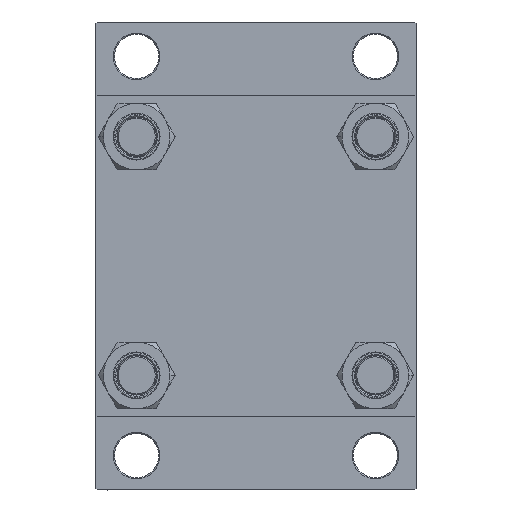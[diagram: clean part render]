
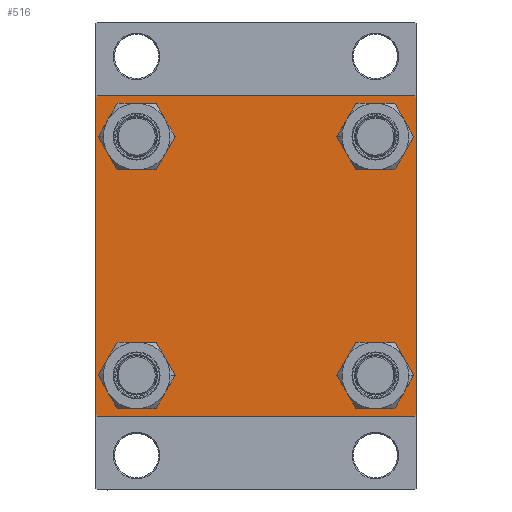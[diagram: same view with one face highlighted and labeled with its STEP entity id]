
A CAD part, left-side view. The second image highlights one B-rep face of the part: STEP entity #516.
In plain terms, the highlighted planar face has unit normal (-1, 0, 0).
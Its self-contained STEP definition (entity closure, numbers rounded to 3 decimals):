
#97 = CIRCLE ( 'NONE', #26338, 8.5 ) ;
#516 = ADVANCED_FACE ( 'NONE', ( #21823, #3469, #32694, #44025, #32452 ), #39939, .T. ) ;
#595 = AXIS2_PLACEMENT_3D ( 'NONE', #36458, #21474, #39838 ) ;
#834 = CARTESIAN_POINT ( 'NONE',  ( 0., 65., 65. ) ) ;
#1608 = VECTOR ( 'NONE', #23559, 1000. ) ;
#1731 = VECTOR ( 'NONE', #27909, 1000. ) ;
#1837 = EDGE_CURVE ( 'NONE', #34546, #44266, #15944, .T. ) ;
#2088 = CIRCLE ( 'NONE', #40631, 8.5 ) ;
#2526 = CIRCLE ( 'NONE', #35714, 8.5 ) ;
#2626 = ORIENTED_EDGE ( 'NONE', *, *, #29102, .T. ) ;
#2700 = EDGE_CURVE ( 'NONE', #3671, #37372, #2088, .T. ) ;
#2977 = CARTESIAN_POINT ( 'NONE',  ( 0., -48.45, 48.45 ) ) ;
#3288 = CARTESIAN_POINT ( 'NONE',  ( 0., -48.45, 39.95 ) ) ;
#3469 = FACE_BOUND ( 'NONE', #45633, .T. ) ;
#3671 = VERTEX_POINT ( 'NONE', #17664 ) ;
#3842 = DIRECTION ( 'NONE',  ( 0., 0., -1. ) ) ;
#3926 = DIRECTION ( 'NONE',  ( 0., 0., 1. ) ) ;
#4219 = LINE ( 'NONE', #834, #42789 ) ;
#4692 = EDGE_CURVE ( 'NONE', #9121, #37654, #45320, .T. ) ;
#4775 = ORIENTED_EDGE ( 'NONE', *, *, #4692, .T. ) ;
#4968 = LINE ( 'NONE', #34899, #1608 ) ;
#5498 = ORIENTED_EDGE ( 'NONE', *, *, #40022, .T. ) ;
#5536 = CARTESIAN_POINT ( 'NONE',  ( 0., 48.45, 48.45 ) ) ;
#6157 = ORIENTED_EDGE ( 'NONE', *, *, #23533, .T. ) ;
#6427 = ORIENTED_EDGE ( 'NONE', *, *, #30216, .T. ) ;
#6447 = LINE ( 'NONE', #40475, #19166 ) ;
#7390 = DIRECTION ( 'NONE',  ( 0., 0.707, -0.707 ) ) ;
#7745 = VERTEX_POINT ( 'NONE', #25059 ) ;
#8538 = VECTOR ( 'NONE', #17711, 1000. ) ;
#8672 = VERTEX_POINT ( 'NONE', #24416 ) ;
#8755 = DIRECTION ( 'NONE',  ( 0., 0., 1. ) ) ;
#9053 = EDGE_CURVE ( 'NONE', #8672, #39842, #6447, .T. ) ;
#9121 = VERTEX_POINT ( 'NONE', #3288 ) ;
#9663 = VERTEX_POINT ( 'NONE', #26415 ) ;
#10351 = DIRECTION ( 'NONE',  ( 0., 0., 1. ) ) ;
#10793 = CARTESIAN_POINT ( 'NONE',  ( 0., -48.45, -56.95 ) ) ;
#11502 = CARTESIAN_POINT ( 'NONE',  ( 0., 48.45, 56.95 ) ) ;
#11683 = CARTESIAN_POINT ( 'NONE',  ( 0., -48.45, -39.95 ) ) ;
#12197 = DIRECTION ( 'NONE',  ( 0., 0., -1. ) ) ;
#12317 = DIRECTION ( 'NONE',  ( 1., 0., 0. ) ) ;
#13762 = CARTESIAN_POINT ( 'NONE',  ( 0., 65., -64.5 ) ) ;
#13962 = VERTEX_POINT ( 'NONE', #22163 ) ;
#14867 = EDGE_CURVE ( 'NONE', #37372, #3671, #36278, .T. ) ;
#15021 = ORIENTED_EDGE ( 'NONE', *, *, #39712, .T. ) ;
#15047 = CARTESIAN_POINT ( 'NONE',  ( 0., -64.75, 64.75 ) ) ;
#15944 = CIRCLE ( 'NONE', #35991, 8.5 ) ;
#16003 = DIRECTION ( 'NONE',  ( 0., -1., 0. ) ) ;
#17133 = CARTESIAN_POINT ( 'NONE',  ( 0., 48.45, 48.45 ) ) ;
#17255 = DIRECTION ( 'NONE',  ( -1., 0., 0. ) ) ;
#17275 = LINE ( 'NONE', #19950, #1731 ) ;
#17664 = CARTESIAN_POINT ( 'NONE',  ( 0., 48.45, 39.95 ) ) ;
#17711 = DIRECTION ( 'NONE',  ( 0., 0.707, 0.707 ) ) ;
#17852 = ORIENTED_EDGE ( 'NONE', *, *, #20534, .F. ) ;
#18425 = DIRECTION ( 'NONE',  ( 1., 0., 0. ) ) ;
#19166 = VECTOR ( 'NONE', #7390, 1000. ) ;
#19870 = ORIENTED_EDGE ( 'NONE', *, *, #35673, .T. ) ;
#19950 = CARTESIAN_POINT ( 'NONE',  ( 0., 65., -65. ) ) ;
#20281 = DIRECTION ( 'NONE',  ( 1., 0., 0. ) ) ;
#20499 = CARTESIAN_POINT ( 'NONE',  ( 0., 48.45, -48.45 ) ) ;
#20534 = EDGE_CURVE ( 'NONE', #26103, #13962, #22197, .T. ) ;
#21346 = DIRECTION ( 'NONE',  ( 0., 0., 1. ) ) ;
#21468 = ORIENTED_EDGE ( 'NONE', *, *, #46496, .T. ) ;
#21474 = DIRECTION ( 'NONE',  ( 1., 0., 0. ) ) ;
#21823 = FACE_BOUND ( 'NONE', #34530, .T. ) ;
#21838 = CIRCLE ( 'NONE', #34958, 8.5 ) ;
#22148 = CARTESIAN_POINT ( 'NONE',  ( 0., -64.5, -65. ) ) ;
#22163 = CARTESIAN_POINT ( 'NONE',  ( 0., -65., -64.5 ) ) ;
#22197 = LINE ( 'NONE', #36944, #32588 ) ;
#22352 = EDGE_CURVE ( 'NONE', #8672, #7745, #27104, .T. ) ;
#23179 = CIRCLE ( 'NONE', #43211, 8.5 ) ;
#23533 = EDGE_CURVE ( 'NONE', #9663, #45281, #17275, .T. ) ;
#23559 = DIRECTION ( 'NONE',  ( 0., -0.707, -0.707 ) ) ;
#23712 = CARTESIAN_POINT ( 'NONE',  ( 0., 65., 65. ) ) ;
#23941 = AXIS2_PLACEMENT_3D ( 'NONE', #5536, #12317, #31374 ) ;
#24337 = DIRECTION ( 'NONE',  ( 0., -0.707, 0.707 ) ) ;
#24416 = CARTESIAN_POINT ( 'NONE',  ( 0., 64.5, 65. ) ) ;
#25059 = CARTESIAN_POINT ( 'NONE',  ( 0., -64.5, 65. ) ) ;
#25264 = EDGE_LOOP ( 'NONE', ( #5498, #15021 ) ) ;
#25832 = CARTESIAN_POINT ( 'NONE',  ( 0., 65., 64.5 ) ) ;
#26103 = VERTEX_POINT ( 'NONE', #36746 ) ;
#26287 = CARTESIAN_POINT ( 'NONE',  ( 0., 48.45, -56.95 ) ) ;
#26338 = AXIS2_PLACEMENT_3D ( 'NONE', #41817, #30715, #38193 ) ;
#26415 = CARTESIAN_POINT ( 'NONE',  ( 0., 64.5, -65. ) ) ;
#26867 = CARTESIAN_POINT ( 'NONE',  ( 0., 48.45, -48.45 ) ) ;
#27104 = LINE ( 'NONE', #23712, #46542 ) ;
#27909 = DIRECTION ( 'NONE',  ( 0., -1., 0. ) ) ;
#28447 = DIRECTION ( 'NONE',  ( 0., 0., 1. ) ) ;
#29102 = EDGE_CURVE ( 'NONE', #39842, #43914, #4219, .T. ) ;
#30203 = EDGE_LOOP ( 'NONE', ( #47210, #33068 ) ) ;
#30216 = EDGE_CURVE ( 'NONE', #37654, #9121, #23179, .T. ) ;
#30243 = EDGE_CURVE ( 'NONE', #26103, #7745, #39929, .T. ) ;
#30582 = VERTEX_POINT ( 'NONE', #26287 ) ;
#30715 = DIRECTION ( 'NONE',  ( 1., 0., 0. ) ) ;
#31047 = EDGE_CURVE ( 'NONE', #43914, #9663, #4968, .T. ) ;
#31374 = DIRECTION ( 'NONE',  ( 0., 0., 1. ) ) ;
#32053 = CARTESIAN_POINT ( 'NONE',  ( 0., -64.75, -64.75 ) ) ;
#32452 = FACE_OUTER_BOUND ( 'NONE', #44683, .T. ) ;
#32588 = VECTOR ( 'NONE', #3842, 1000. ) ;
#32694 = FACE_BOUND ( 'NONE', #25264, .T. ) ;
#33068 = ORIENTED_EDGE ( 'NONE', *, *, #2700, .T. ) ;
#33555 = ORIENTED_EDGE ( 'NONE', *, *, #30243, .T. ) ;
#34530 = EDGE_LOOP ( 'NONE', ( #6427, #4775 ) ) ;
#34546 = VERTEX_POINT ( 'NONE', #11683 ) ;
#34813 = DIRECTION ( 'NONE',  ( 1., 0., 0. ) ) ;
#34899 = CARTESIAN_POINT ( 'NONE',  ( 0., 64.75, -64.75 ) ) ;
#34958 = AXIS2_PLACEMENT_3D ( 'NONE', #20499, #42475, #28447 ) ;
#35277 = CARTESIAN_POINT ( 'NONE',  ( 0., -48.45, 56.95 ) ) ;
#35618 = CARTESIAN_POINT ( 'NONE',  ( 0., 0., 0. ) ) ;
#35673 = EDGE_CURVE ( 'NONE', #44266, #34546, #97, .T. ) ;
#35714 = AXIS2_PLACEMENT_3D ( 'NONE', #26867, #34813, #8755 ) ;
#35991 = AXIS2_PLACEMENT_3D ( 'NONE', #43429, #40529, #10351 ) ;
#36278 = CIRCLE ( 'NONE', #23941, 8.5 ) ;
#36458 = CARTESIAN_POINT ( 'NONE',  ( 0., -48.45, 48.45 ) ) ;
#36746 = CARTESIAN_POINT ( 'NONE',  ( 0., -65., 64.5 ) ) ;
#36944 = CARTESIAN_POINT ( 'NONE',  ( 0., -65., 65. ) ) ;
#37274 = VERTEX_POINT ( 'NONE', #40487 ) ;
#37372 = VERTEX_POINT ( 'NONE', #11502 ) ;
#37654 = VERTEX_POINT ( 'NONE', #35277 ) ;
#38193 = DIRECTION ( 'NONE',  ( 0., 0., 1. ) ) ;
#39585 = DIRECTION ( 'NONE',  ( 0., 0., 1. ) ) ;
#39712 = EDGE_CURVE ( 'NONE', #30582, #37274, #2526, .T. ) ;
#39806 = VECTOR ( 'NONE', #24337, 1000. ) ;
#39838 = DIRECTION ( 'NONE',  ( 0., 0., 1. ) ) ;
#39842 = VERTEX_POINT ( 'NONE', #25832 ) ;
#39929 = LINE ( 'NONE', #15047, #8538 ) ;
#39939 = PLANE ( 'NONE',  #42198 ) ;
#40022 = EDGE_CURVE ( 'NONE', #37274, #30582, #21838, .T. ) ;
#40475 = CARTESIAN_POINT ( 'NONE',  ( 0., 64.75, 64.75 ) ) ;
#40487 = CARTESIAN_POINT ( 'NONE',  ( 0., 48.45, -39.95 ) ) ;
#40529 = DIRECTION ( 'NONE',  ( 1., 0., 0. ) ) ;
#40631 = AXIS2_PLACEMENT_3D ( 'NONE', #17133, #20281, #39585 ) ;
#41673 = ORIENTED_EDGE ( 'NONE', *, *, #9053, .T. ) ;
#41817 = CARTESIAN_POINT ( 'NONE',  ( 0., -48.45, -48.45 ) ) ;
#41984 = ORIENTED_EDGE ( 'NONE', *, *, #31047, .T. ) ;
#42198 = AXIS2_PLACEMENT_3D ( 'NONE', #35618, #17255, #21346 ) ;
#42475 = DIRECTION ( 'NONE',  ( 1., 0., 0. ) ) ;
#42789 = VECTOR ( 'NONE', #12197, 1000. ) ;
#43149 = LINE ( 'NONE', #32053, #39806 ) ;
#43211 = AXIS2_PLACEMENT_3D ( 'NONE', #2977, #18425, #3926 ) ;
#43429 = CARTESIAN_POINT ( 'NONE',  ( 0., -48.45, -48.45 ) ) ;
#43662 = ORIENTED_EDGE ( 'NONE', *, *, #1837, .T. ) ;
#43746 = ORIENTED_EDGE ( 'NONE', *, *, #22352, .F. ) ;
#43914 = VERTEX_POINT ( 'NONE', #13762 ) ;
#44025 = FACE_BOUND ( 'NONE', #30203, .T. ) ;
#44266 = VERTEX_POINT ( 'NONE', #10793 ) ;
#44683 = EDGE_LOOP ( 'NONE', ( #2626, #41984, #6157, #21468, #17852, #33555, #43746, #41673 ) ) ;
#45281 = VERTEX_POINT ( 'NONE', #22148 ) ;
#45320 = CIRCLE ( 'NONE', #595, 8.5 ) ;
#45633 = EDGE_LOOP ( 'NONE', ( #43662, #19870 ) ) ;
#46496 = EDGE_CURVE ( 'NONE', #45281, #13962, #43149, .T. ) ;
#46542 = VECTOR ( 'NONE', #16003, 1000. ) ;
#47210 = ORIENTED_EDGE ( 'NONE', *, *, #14867, .T. ) ;
